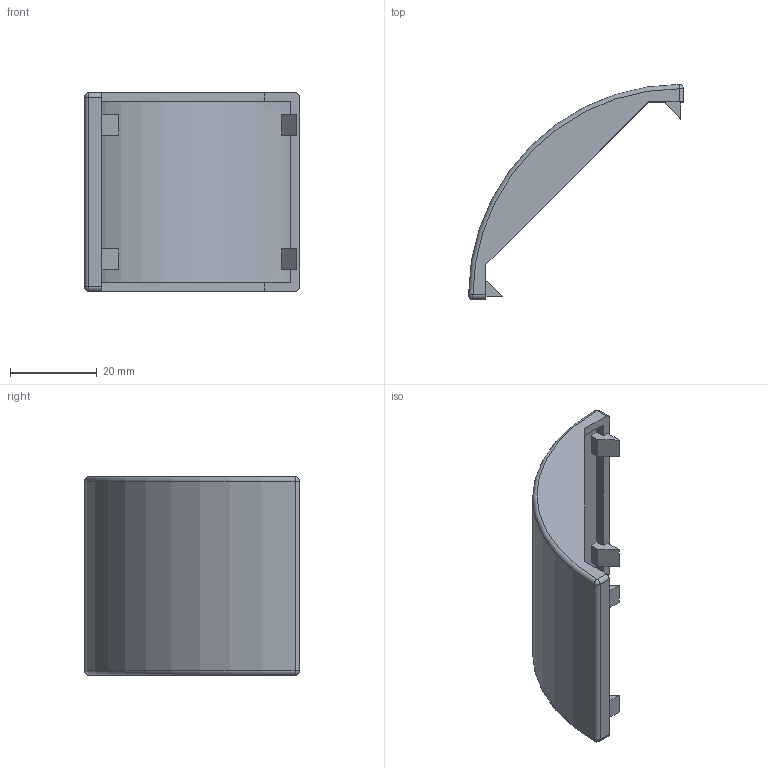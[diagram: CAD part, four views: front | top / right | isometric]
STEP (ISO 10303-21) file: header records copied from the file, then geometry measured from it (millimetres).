
FILE_DESCRIPTION (( 'STEP AP214' ), '1' );
FILE_NAME ('T40 Çàãëóøêà äëÿ óãëîâîãî àëþìèíèåâîãî ñîåäèíèòåëÿ 50õ50.STEP', '2019-02-26T12:17:53', ( 'Ïîëüçîâàòåëü Windows' ), ( '' ), 'SwSTEP 2.0', 'SolidWorks 2018', '' );
FILE_SCHEMA (( 'AUTOMOTIVE_DESIGN' ));
Length unit declared in the file: millimetre
Products named in the file (1): T40 Çàãëóøêà äëÿ óãëîâîãî àëþìèíèåâîãî ñîåäèíèòåëÿ 50õ50
Bounding box: 49.39 x 49.39 x 45.65 mm (x, y, z)
Volume: 9150.4 mm3; surface area: 9583.4 mm2
Topology: 2 solids, 2 shells, 53 faces, 141 edges, 88 vertices
Faces by surface type: plane 37, cylinder 10, sphere 4, torus 2
Entity records: 1628 total; most frequent: DIRECTION 275, CARTESIAN_POINT 275, ORIENTED_EDGE 270, EDGE_CURVE 135, LINE 103, VECTOR 103, AXIS2_PLACEMENT_3D 86, VERTEX_POINT 86
